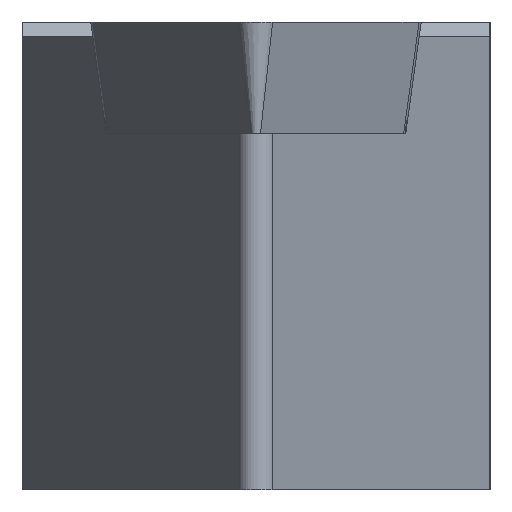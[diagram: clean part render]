
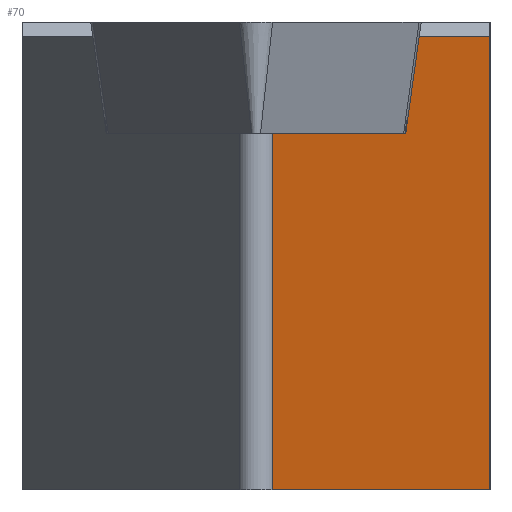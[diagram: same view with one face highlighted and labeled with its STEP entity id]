
A CAD part, left-side view. The second image highlights one B-rep face of the part: STEP entity #70.
In plain terms, the highlighted planar face has unit normal (-0.462, -0.887, 0).
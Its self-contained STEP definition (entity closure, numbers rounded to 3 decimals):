
#70=ADVANCED_FACE('',(#111),#89,.F.);
#89=PLANE('',#469);
#111=FACE_OUTER_BOUND('',#134,.T.);
#134=EDGE_LOOP('',(#201,#202,#203,#204,#205,#206));
#201=ORIENTED_EDGE('',*,*,#329,.F.);
#202=ORIENTED_EDGE('',*,*,#330,.F.);
#203=ORIENTED_EDGE('',*,*,#331,.F.);
#204=ORIENTED_EDGE('',*,*,#332,.F.);
#205=ORIENTED_EDGE('',*,*,#333,.F.);
#206=ORIENTED_EDGE('',*,*,#325,.F.);
#279=VERTEX_POINT('',#655);
#280=VERTEX_POINT('',#657);
#283=VERTEX_POINT('',#665);
#284=VERTEX_POINT('',#667);
#285=VERTEX_POINT('',#669);
#286=VERTEX_POINT('',#671);
#325=EDGE_CURVE('',#279,#280,#374,.T.);
#329=EDGE_CURVE('',#283,#279,#378,.T.);
#330=EDGE_CURVE('',#284,#283,#379,.T.);
#331=EDGE_CURVE('',#285,#284,#380,.T.);
#332=EDGE_CURVE('',#286,#285,#381,.T.);
#333=EDGE_CURVE('',#280,#286,#382,.T.);
#374=LINE('',#656,#421);
#378=LINE('',#664,#425);
#379=LINE('',#666,#426);
#380=LINE('',#668,#427);
#381=LINE('',#670,#428);
#382=LINE('',#672,#429);
#421=VECTOR('',#540,1.);
#425=VECTOR('',#546,1.);
#426=VECTOR('',#547,1.);
#427=VECTOR('',#548,1.);
#428=VECTOR('',#549,1.);
#429=VECTOR('',#550,1.);
#469=AXIS2_PLACEMENT_3D('',#673,#551,#552);
#540=DIRECTION('',(0.887,-0.462,0.));
#546=DIRECTION('',(0.131,-0.068,0.989));
#547=DIRECTION('',(0.887,-0.462,0.));
#548=DIRECTION('',(0.,0.,1.));
#549=DIRECTION('',(-0.887,0.462,0.));
#550=DIRECTION('',(0.,0.,-1.));
#551=DIRECTION('',(0.462,0.887,0.));
#552=DIRECTION('',(-0.887,0.462,0.));
#655=CARTESIAN_POINT('',(7.261,-3.338,-0.3));
#656=CARTESIAN_POINT('',(15.702,-7.732,-0.3));
#657=CARTESIAN_POINT('',(10.454,-5.,-0.3));
#664=CARTESIAN_POINT('',(3.584,-1.424,-27.952));
#665=CARTESIAN_POINT('',(6.984,-3.194,-2.38));
#666=CARTESIAN_POINT('',(15.702,-7.732,-2.38));
#667=CARTESIAN_POINT('',(1.531,-0.355,-2.38));
#668=CARTESIAN_POINT('',(1.531,-0.355,-30.));
#669=CARTESIAN_POINT('',(1.531,-0.355,-10.));
#670=CARTESIAN_POINT('',(15.702,-7.732,-10.));
#671=CARTESIAN_POINT('',(10.454,-5.,-10.));
#672=CARTESIAN_POINT('',(10.454,-5.,-30.));
#673=CARTESIAN_POINT('',(15.702,-7.732,-30.));
